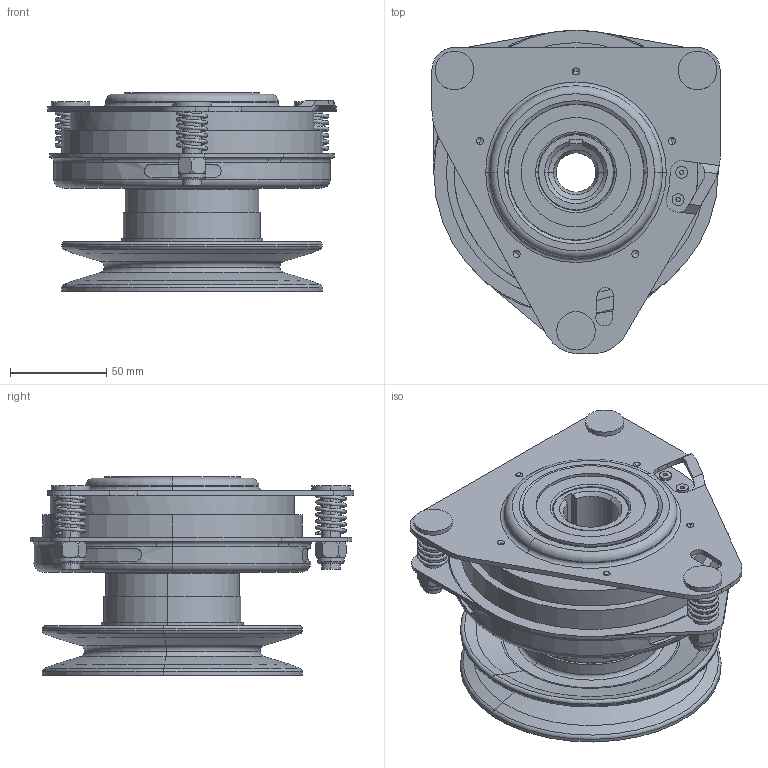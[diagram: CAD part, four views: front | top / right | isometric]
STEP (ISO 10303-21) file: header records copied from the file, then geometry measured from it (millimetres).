
FILE_DESCRIPTION (( 'STEP AP203' ), '1' );
FILE_NAME ('52096300_MA-GT-JD23BF_電磁クラッチブレーキ.STEP', '2015-07-13T02:07:08', ( '' ), ( '' ), 'SwSTEP 2.0', 'SolidWorks 2014', '' );
FILE_SCHEMA (( 'CONFIG_CONTROL_DESIGN' ));
Length unit declared in the file: millimetre
Products named in the file (1): 52096300_MA-GT-JD23BF_電磁クラッチブレーキ
Bounding box: 150 x 168.5 x 103.1 mm (x, y, z)
Volume: 822715.1 mm3; surface area: 171952.1 mm2
Topology: 1 solids, 13 shells, 540 faces, 1300 edges, 812 vertices
Faces by surface type: cylinder 208, plane 182, torus 76, cone 56, bspline 18
Entity records: 20339 total; most frequent: CARTESIAN_POINT 7326, DIRECTION 2917, ORIENTED_EDGE 2580, EDGE_CURVE 1290, AXIS2_PLACEMENT_3D 1195, VERTEX_POINT 812, CIRCLE 672, EDGE_LOOP 624
